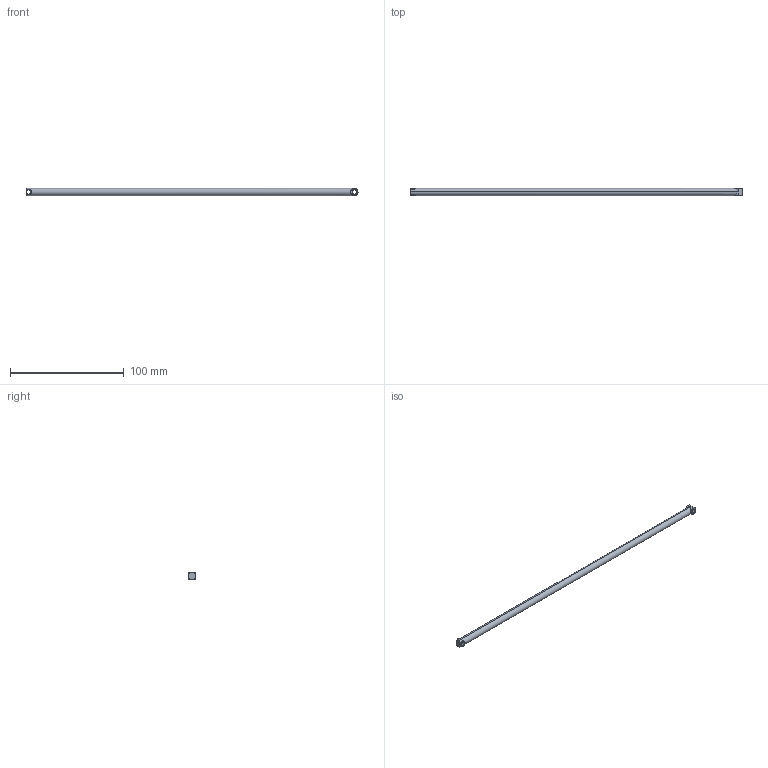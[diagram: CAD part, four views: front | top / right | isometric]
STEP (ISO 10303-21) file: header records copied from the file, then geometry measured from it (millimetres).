
FILE_DESCRIPTION (( 'STEP AP203' ), '1' );
FILE_NAME ('Pushrod (for sim)_Default_sldprt.STEP', '2022-10-03T14:25:16', ( '' ), ( '' ), 'SwSTEP 2.0', 'SolidWorks 2021', '' );
FILE_SCHEMA (( 'CONFIG_CONTROL_DESIGN' ));
Length unit declared in the file: inch
Products named in the file (1): Pushrod (for sim)_Default_sldprt
Bounding box: 291.59 x 6.35 x 6.35 mm (x, y, z)
Volume: 9116.1 mm3; surface area: 6015.6 mm2
Topology: 1 solids, 1 shells, 22 faces, 44 edges, 26 vertices
Faces by surface type: cylinder 17, plane 5
Entity records: 775 total; most frequent: CARTESIAN_POINT 235, DIRECTION 102, ORIENTED_EDGE 88, AXIS2_PLACEMENT_3D 45, EDGE_CURVE 44, EDGE_LOOP 28, VERTEX_POINT 26, ADVANCED_FACE 22
